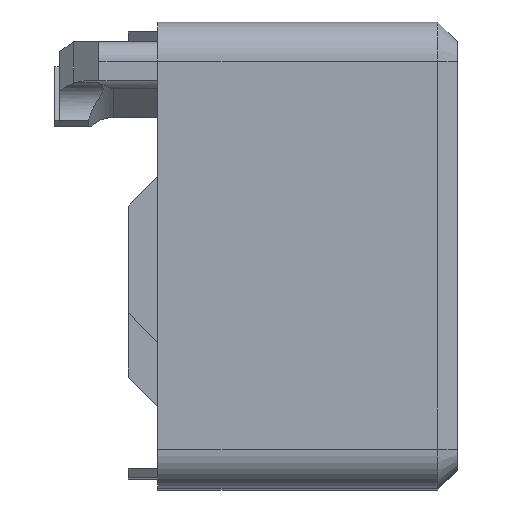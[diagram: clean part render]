
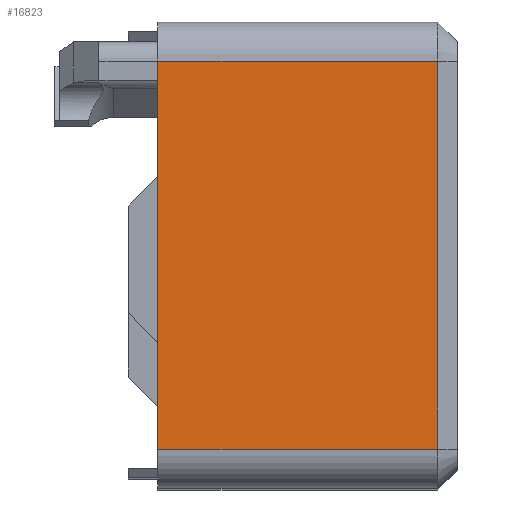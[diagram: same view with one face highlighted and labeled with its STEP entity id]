
A CAD part, top view. The second image highlights one B-rep face of the part: STEP entity #16823.
In plain terms, the highlighted planar face has unit normal (0, 0, 1).
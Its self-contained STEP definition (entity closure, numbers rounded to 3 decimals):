
#2128=FACE_OUTER_BOUND('',#3094,.T.);
#3094=EDGE_LOOP('',(#14234,#14235,#14236,#14237));
#3982=LINE('',#27664,#5613);
#4255=LINE('',#28319,#5886);
#4402=LINE('',#29089,#6033);
#4558=LINE('',#29408,#6189);
#5613=VECTOR('',#18551,10.);
#5886=VECTOR('',#19086,10.);
#6033=VECTOR('',#19379,10.);
#6189=VECTOR('',#19707,10.);
#7405=VERTEX_POINT('',#27661);
#7406=VERTEX_POINT('',#27663);
#7619=VERTEX_POINT('',#28317);
#7657=VERTEX_POINT('',#29087);
#9346=EDGE_CURVE('',#7405,#7406,#3982,.T.);
#9660=EDGE_CURVE('',#7405,#7619,#4255,.T.);
#9817=EDGE_CURVE('',#7406,#7657,#4402,.T.);
#9979=EDGE_CURVE('',#7657,#7619,#4558,.T.);
#14234=ORIENTED_EDGE('',*,*,#9979,.F.);
#14235=ORIENTED_EDGE('',*,*,#9817,.F.);
#14236=ORIENTED_EDGE('',*,*,#9346,.F.);
#14237=ORIENTED_EDGE('',*,*,#9660,.T.);
#16050=PLANE('',#17557);
#16823=ADVANCED_FACE('',(#2128),#16050,.T.);
#17557=AXIS2_PLACEMENT_3D('',#29428,#19736,#19737);
#18551=DIRECTION('',(0.,1.,0.));
#19086=DIRECTION('',(1.,0.,0.));
#19379=DIRECTION('',(1.,0.,0.));
#19707=DIRECTION('',(0.,-1.,0.));
#19736=DIRECTION('center_axis',(0.,0.,1.));
#19737=DIRECTION('ref_axis',(0.,-1.,0.));
#27661=CARTESIAN_POINT('',(57.5,2.,95.));
#27663=CARTESIAN_POINT('',(57.5,41.5,95.));
#27664=CARTESIAN_POINT('',(57.5,14.5,95.));
#28317=CARTESIAN_POINT('',(86.,2.,95.));
#28319=CARTESIAN_POINT('',(85.5,2.,95.));
#29087=CARTESIAN_POINT('',(86.,41.5,95.));
#29089=CARTESIAN_POINT('',(85.5,41.5,95.));
#29408=CARTESIAN_POINT('',(86.,22.25,95.));
#29428=CARTESIAN_POINT('Origin',(85.5,31.5,95.));
